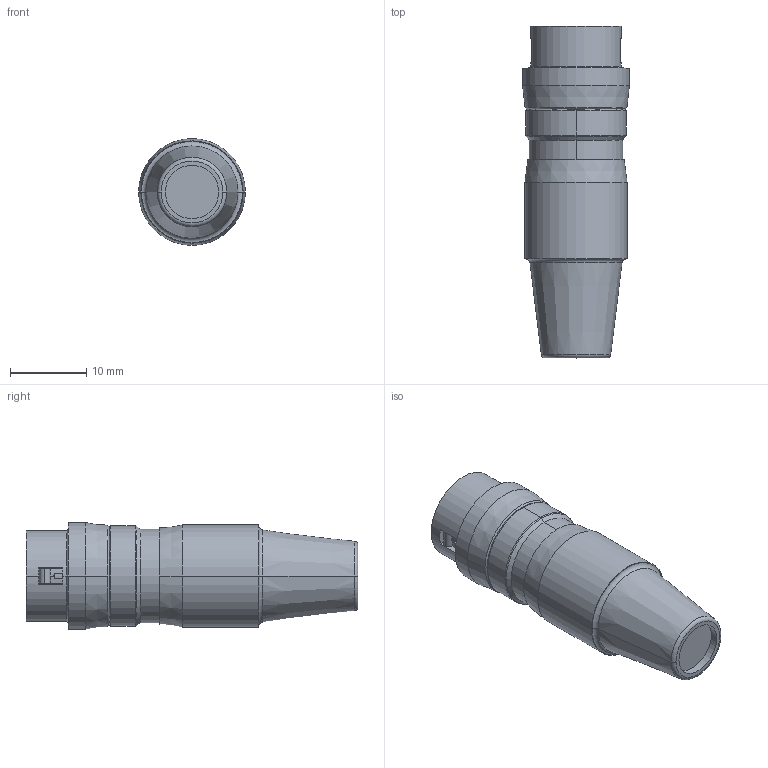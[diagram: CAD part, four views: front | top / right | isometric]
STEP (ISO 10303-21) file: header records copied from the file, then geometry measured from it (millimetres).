
FILE_DESCRIPTION(('CoCreate Modeling STEP Export'),'2;1');
FILE_NAME('HR10A-10J-12S.stp','2009-07-06T 9:48:28',(''),(''),'CoCreate Modeling STEP processor for AP214 (Solid Model)','CoCreate Modeling 16.00B 02-Dec-2008 (C) Parametric Technology GmbH','');
FILE_SCHEMA(('AUTOMOTIVE_DESIGN { 1 0 10303 214 1 1 1 1 }'));
Length unit declared in the file: millimetre
Products named in the file (2): HR10A-10J-12S
Assembly tree (1 placements, depth 2):
  HR10A-10J-12S
    HR10A-10J-12S
Bounding box: 14 x 43.5 x 14 mm (x, y, z)
Volume: 3224.9 mm3; surface area: 4638.5 mm2
Topology: 1 solids, 3 shells, 932 faces, 2581 edges, 1703 vertices
Faces by surface type: plane 726, cylinder 137, cone 39, torus 28, bspline 2
Entity records: 31134 total; most frequent: CARTESIAN_POINT 8292, ORIENTED_EDGE 5162, DIRECTION 4081, EDGE_CURVE 2581, VECTOR 2099, LINE 2099, VERTEX_POINT 1703, EDGE_LOOP 998
